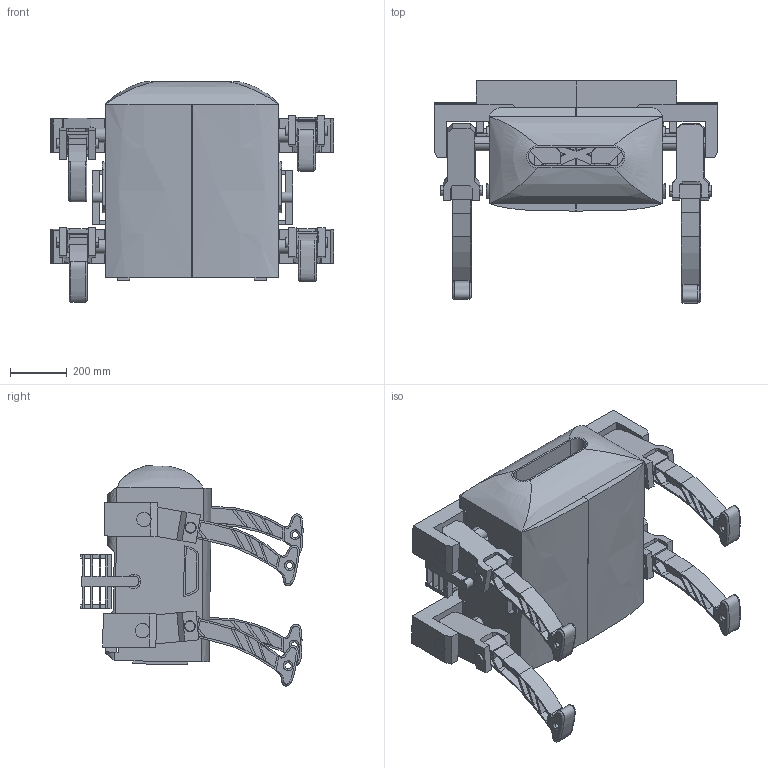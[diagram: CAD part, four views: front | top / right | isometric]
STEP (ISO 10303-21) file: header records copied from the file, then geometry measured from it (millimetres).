
FILE_DESCRIPTION (( 'STEP AP214' ), '1' );
FILE_NAME ('final_forbie.STEP', '2023-10-18T12:04:29', ( '' ), ( '' ), 'SwSTEP 2.0', 'SolidWorks 2023', '' );
FILE_SCHEMA (( 'AUTOMOTIVE_DESIGN' ));
Length unit declared in the file: inch
Products named in the file (10): spring; forbie_thigh; final_forbie; forbie_leg; forbie_thigh_main_joint; forbie_leg_thigh_joint1; armholder2; forbie_mainbody; forbie_carrier; first attempt
Assembly tree (28 placements, depth 3):
  final_forbie
    forbie_carrier
    first attempt
      spring  x5
      armholder2  x4
      forbie_mainbody
      forbie_thigh  x4
      forbie_thigh_main_joint  x4
      forbie_leg  x4
      forbie_leg_thigh_joint1  x4
Bounding box: 995.56 x 781.1 x 773.91 mm (x, y, z)
Volume: 77092187.2 mm3; surface area: 7969338.4 mm2
Topology: 27 solids, 31 shells, 1885 faces, 5469 edges, 3618 vertices
Faces by surface type: plane 1460, bspline 285, cylinder 132, cone 8
Entity records: 39783 total; most frequent: CARTESIAN_POINT 19375, ORIENTED_EDGE 4556, DIRECTION 3544, EDGE_CURVE 2278, VECTOR 1898, LINE 1898, VERTEX_POINT 1504, AXIS2_PLACEMENT_3D 823
